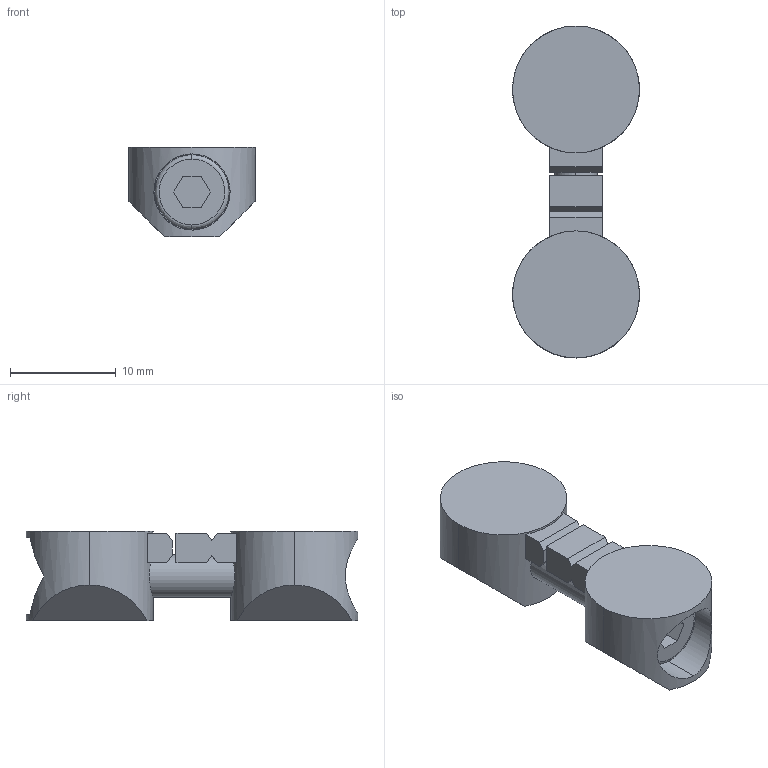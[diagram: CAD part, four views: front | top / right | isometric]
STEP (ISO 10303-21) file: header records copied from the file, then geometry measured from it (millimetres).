
FILE_DESCRIPTION (( 'STEP AP214' ), '1' );
FILE_NAME ('PV4030-Rollco.step', '2025-03-26T09:46:42', ( '' ), ( '' ), 'SwSTEP 2.0', 'SolidWorks 2010', '' );
FILE_SCHEMA (( 'AUTOMOTIVE_DESIGN' ));
Length unit declared in the file: millimetre
Products named in the file (5): 1; 3; 4; 2; PV4030-Rollco
Assembly tree (4 placements, depth 2):
  PV4030-Rollco
    2
    1
    4
    3
Bounding box: 12 x 31.37 x 8.5 mm (x, y, z)
Volume: 1679.1 mm3; surface area: 2108.6 mm2
Topology: 4 solids, 4 shells, 102 faces, 248 edges, 158 vertices
Faces by surface type: plane 58, cylinder 24, cone 14, bspline 6
Entity records: 3457 total; most frequent: CARTESIAN_POINT 940, ORIENTED_EDGE 496, DIRECTION 476, EDGE_CURVE 248, AXIS2_PLACEMENT_3D 177, VERTEX_POINT 158, LINE 122, VECTOR 122
